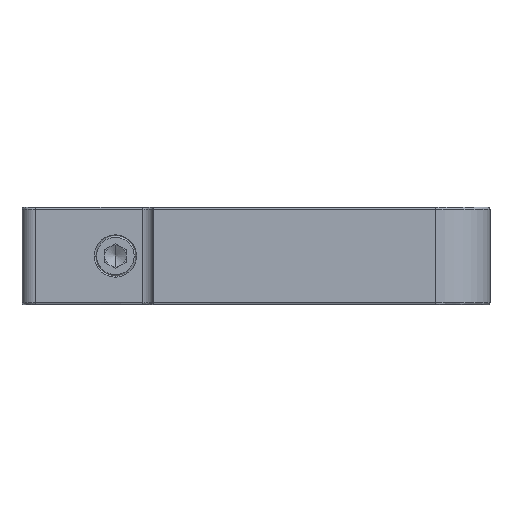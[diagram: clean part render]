
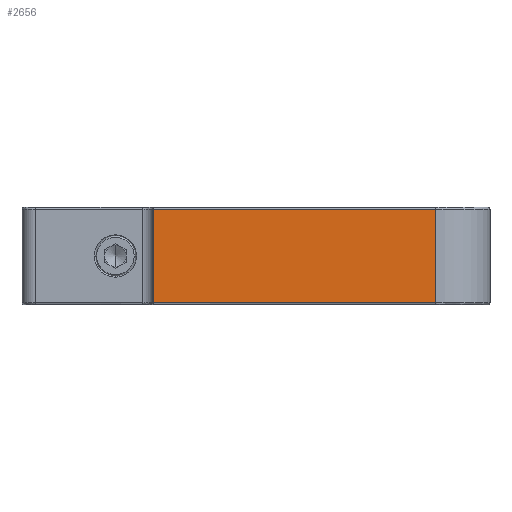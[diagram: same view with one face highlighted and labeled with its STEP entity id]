
A CAD part, left-side view. The second image highlights one B-rep face of the part: STEP entity #2656.
In plain terms, the highlighted planar face has unit normal (-1, 0, 0).
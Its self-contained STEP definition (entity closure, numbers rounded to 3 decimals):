
#170 = CARTESIAN_POINT ( 'NONE',  ( -117.07, -16.729, 25.991 ) ) ;
#1192 = CARTESIAN_POINT ( 'NONE',  ( -117.07, 9.271, 25.791 ) ) ;
#1951 = DIRECTION ( 'NONE',  ( 0., 1., 0. ) ) ;
#2312 = PLANE ( 'NONE',  #13606 ) ;
#2422 = CARTESIAN_POINT ( 'NONE',  ( -117.07, 9.271, 25.791 ) ) ;
#2605 = LINE ( 'NONE', #17162, #12274 ) ;
#2656 = ADVANCED_FACE ( 'NONE', ( #9338 ), #2312, .F. ) ;
#2717 = DIRECTION ( 'NONE',  ( 0., 1., 0. ) ) ;
#2841 = ORIENTED_EDGE ( 'NONE', *, *, #13322, .F. ) ;
#3573 = ORIENTED_EDGE ( 'NONE', *, *, #17026, .F. ) ;
#4427 = LINE ( 'NONE', #1192, #18567 ) ;
#5946 = VERTEX_POINT ( 'NONE', #12571 ) ;
#6348 = LINE ( 'NONE', #10076, #17622 ) ;
#7278 = ORIENTED_EDGE ( 'NONE', *, *, #19045, .F. ) ;
#8422 = LINE ( 'NONE', #170, #12511 ) ;
#8750 = VERTEX_POINT ( 'NONE', #8899 ) ;
#8899 = CARTESIAN_POINT ( 'NONE',  ( -117.07, -16.729, 17.191 ) ) ;
#9338 = FACE_OUTER_BOUND ( 'NONE', #9692, .T. ) ;
#9692 = EDGE_LOOP ( 'NONE', ( #7278, #2841, #18483, #3573 ) ) ;
#9702 = EDGE_CURVE ( 'NONE', #19851, #15593, #4427, .T. ) ;
#10076 = CARTESIAN_POINT ( 'NONE',  ( -117.07, 9.271, 17.191 ) ) ;
#10242 = DIRECTION ( 'NONE',  ( 0., 0., -1. ) ) ;
#12274 = VECTOR ( 'NONE', #18667, 1000. ) ;
#12511 = VECTOR ( 'NONE', #10242, 1000. ) ;
#12571 = CARTESIAN_POINT ( 'NONE',  ( -117.07, 9.271, 17.191 ) ) ;
#13322 = EDGE_CURVE ( 'NONE', #15593, #8750, #8422, .T. ) ;
#13606 = AXIS2_PLACEMENT_3D ( 'NONE', #17090, #18585, #2717 ) ;
#15593 = VERTEX_POINT ( 'NONE', #17565 ) ;
#17026 = EDGE_CURVE ( 'NONE', #5946, #19851, #2605, .T. ) ;
#17090 = CARTESIAN_POINT ( 'NONE',  ( -117.07, 9.271, 25.991 ) ) ;
#17162 = CARTESIAN_POINT ( 'NONE',  ( -117.07, 9.271, 25.991 ) ) ;
#17565 = CARTESIAN_POINT ( 'NONE',  ( -117.07, -16.729, 25.791 ) ) ;
#17594 = DIRECTION ( 'NONE',  ( 0., -1., 0. ) ) ;
#17622 = VECTOR ( 'NONE', #1951, 1000. ) ;
#18483 = ORIENTED_EDGE ( 'NONE', *, *, #9702, .F. ) ;
#18567 = VECTOR ( 'NONE', #17594, 1000. ) ;
#18585 = DIRECTION ( 'NONE',  ( 1., 0., 0. ) ) ;
#18667 = DIRECTION ( 'NONE',  ( 0., 0., 1. ) ) ;
#19045 = EDGE_CURVE ( 'NONE', #8750, #5946, #6348, .T. ) ;
#19851 = VERTEX_POINT ( 'NONE', #2422 ) ;
